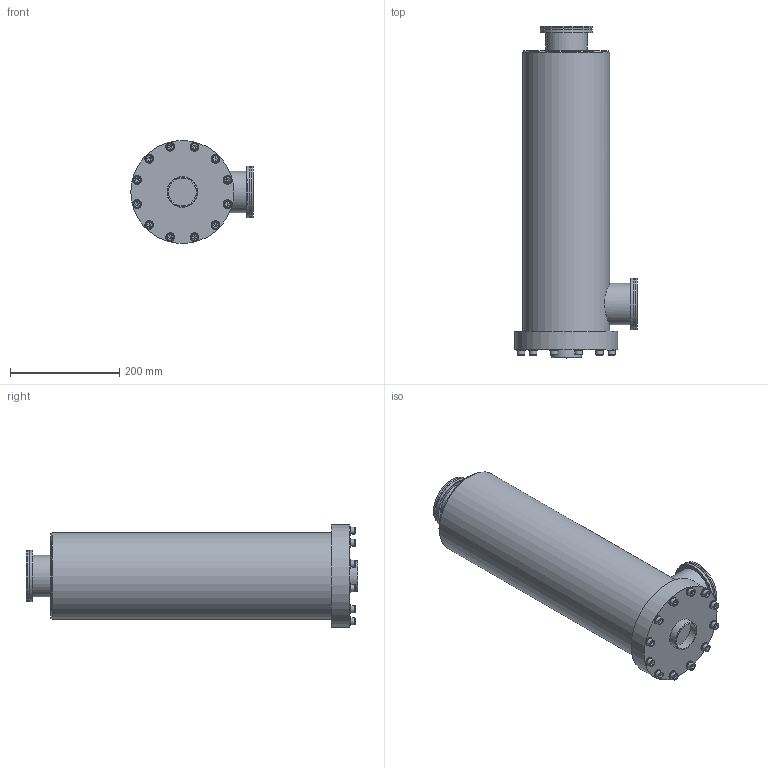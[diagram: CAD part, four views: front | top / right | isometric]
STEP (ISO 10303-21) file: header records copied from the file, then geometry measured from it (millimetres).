
FILE_DESCRIPTION((''),'2;1');
FILE_NAME('PK940035_SW.stp','2008-08-26T11:42:47',('selzer-f'),(''),'Autodesk Inventor 11','Autodesk Inventor 11','');
FILE_SCHEMA(('AUTOMOTIVE_DESIGN { 1 0 10303 214 1 1 1 1 }'));
Length unit declared in the file: millimetre
Products named in the file (1): PK940035_SW
Bounding box: 224.5 x 609 x 189 mm (x, y, z)
Volume: 11301008.7 mm3; surface area: 416491.3 mm2
Topology: 7 solids, 7 shells, 258 faces, 562 edges, 344 vertices
Faces by surface type: plane 135, cylinder 69, cone 40, torus 12, bspline 2
Full cylindrical faces by diameter (mm): 8 x12, 8.2 x12, 13 x12, 16 x12, 51 x1, 56.2 x1, 70.3 x2, 70.7 x2, 76.1 x2, 76.5 x2, 77 x1, 91 x2, 95 x4, 156 x1, 159 x1, 189 x1
Entity records: 6262 total; most frequent: CARTESIAN_POINT 1488, DIRECTION 1000, ORIENTED_EDGE 778, EDGE_LOOP 442, AXIS2_PLACEMENT_3D 428, EDGE_CURVE 389, VERTEX_POINT 293, FACE_OUTER_BOUND 258
